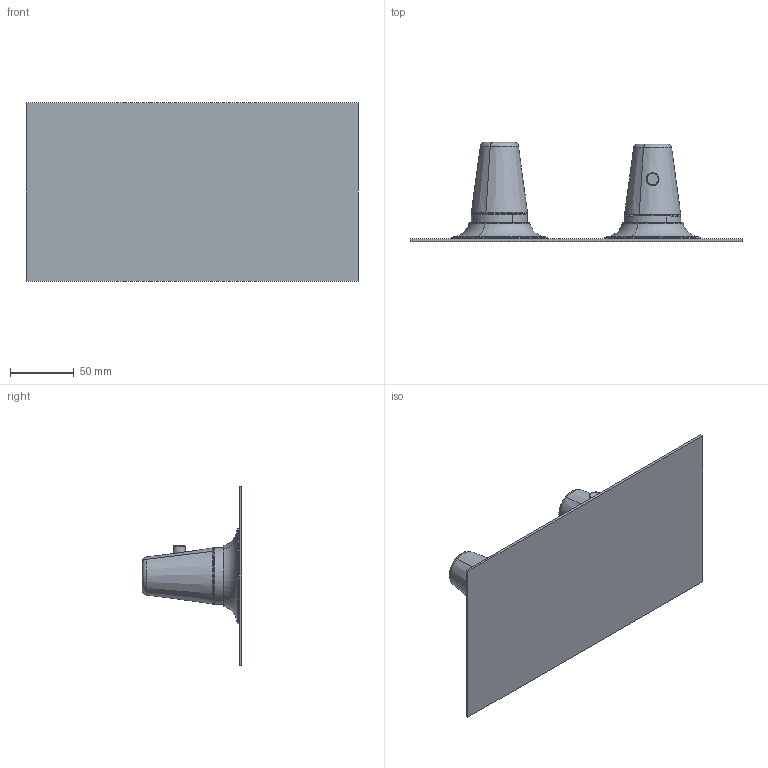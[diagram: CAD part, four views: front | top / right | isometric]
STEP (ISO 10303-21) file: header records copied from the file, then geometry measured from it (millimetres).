
FILE_DESCRIPTION(('CATIA V5 STEP Exchange'),'2;1');
FILE_NAME('VI 01914 0 ThermoInc. orizz. 2 usc..stp','2018-11-19T09:15:26+00:00',('none'),('none'),'Version 5-6 Release 2013','CATIA V5 STEP AP203','none');
FILE_SCHEMA(('CONFIG_CONTROL_DESIGN'));
Length unit declared in the file: millimetre
Products named in the file (1): VI 01914 0
Bounding box: 260 x 77.65 x 140 mm (x, y, z)
Volume: 275029 mm3; surface area: 98761.8 mm2
Topology: 1 solids, 3 shells, 96 faces, 202 edges, 120 vertices
Faces by surface type: torus 34, cone 25, cylinder 20, plane 17
Entity records: 2451 total; most frequent: CARTESIAN_POINT 479, ORIENTED_EDGE 404, DIRECTION 340, AXIS2_PLACEMENT_3D 213, EDGE_CURVE 202, CIRCLE 140, VERTEX_POINT 120, EDGE_LOOP 108
